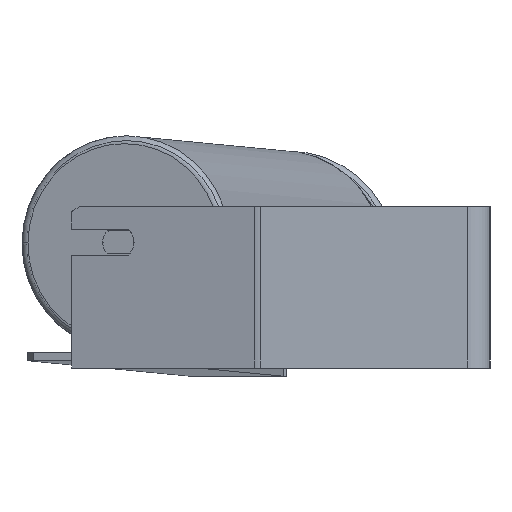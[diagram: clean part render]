
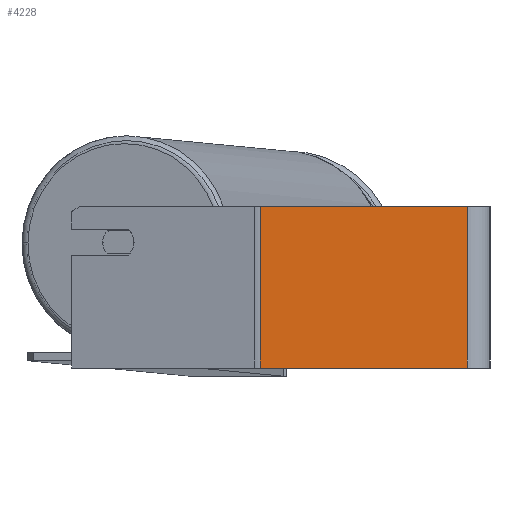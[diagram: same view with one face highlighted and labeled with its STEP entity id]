
A CAD part, left-side view. The second image highlights one B-rep face of the part: STEP entity #4228.
In plain terms, the highlighted planar face has unit normal (-1, 0, 0).
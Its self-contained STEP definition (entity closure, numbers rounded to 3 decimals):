
#521 = VECTOR ( 'NONE', #3435, 1000. ) ;
#540 = VERTEX_POINT ( 'NONE', #3596 ) ;
#749 = CARTESIAN_POINT ( 'NONE',  ( -630., 14., 50. ) ) ;
#1350 = CARTESIAN_POINT ( 'NONE',  ( -630., 144.461, -50. ) ) ;
#1419 = EDGE_CURVE ( 'NONE', #6682, #540, #4765, .T. ) ;
#1507 = CARTESIAN_POINT ( 'NONE',  ( -630., 142.618, 50. ) ) ;
#1566 = AXIS2_PLACEMENT_3D ( 'NONE', #5115, #7194, #4414 ) ;
#1624 = CARTESIAN_POINT ( 'NONE',  ( -630., 142.618, 50. ) ) ;
#1710 = EDGE_CURVE ( 'NONE', #6285, #6682, #3261, .T. ) ;
#1824 = EDGE_LOOP ( 'NONE', ( #2078, #4219, #2685, #4056 ) ) ;
#2078 = ORIENTED_EDGE ( 'NONE', *, *, #2140, .T. ) ;
#2140 = EDGE_CURVE ( 'NONE', #6855, #540, #8308, .T. ) ;
#2307 = PLANE ( 'NONE',  #1566 ) ;
#2570 = VECTOR ( 'NONE', #2691, 1000. ) ;
#2685 = ORIENTED_EDGE ( 'NONE', *, *, #1710, .F. ) ;
#2691 = DIRECTION ( 'NONE',  ( 0., -1., 0. ) ) ;
#3261 = LINE ( 'NONE', #6035, #2570 ) ;
#3435 = DIRECTION ( 'NONE',  ( 0., 0., -1. ) ) ;
#3515 = VECTOR ( 'NONE', #4418, 1000. ) ;
#3596 = CARTESIAN_POINT ( 'NONE',  ( -630., 14., -50. ) ) ;
#4056 = ORIENTED_EDGE ( 'NONE', *, *, #7869, .T. ) ;
#4219 = ORIENTED_EDGE ( 'NONE', *, *, #1419, .F. ) ;
#4228 = ADVANCED_FACE ( 'NONE', ( #6323 ), #2307, .F. ) ;
#4414 = DIRECTION ( 'NONE',  ( 0., 0., -1. ) ) ;
#4418 = DIRECTION ( 'NONE',  ( 0., 0., -1. ) ) ;
#4765 = LINE ( 'NONE', #749, #521 ) ;
#5115 = CARTESIAN_POINT ( 'NONE',  ( -630., 144.461, 50. ) ) ;
#5119 = LINE ( 'NONE', #1624, #3515 ) ;
#5647 = DIRECTION ( 'NONE',  ( 0., -1., 0. ) ) ;
#6035 = CARTESIAN_POINT ( 'NONE',  ( -630., 144.461, 50. ) ) ;
#6285 = VERTEX_POINT ( 'NONE', #1507 ) ;
#6323 = FACE_OUTER_BOUND ( 'NONE', #1824, .T. ) ;
#6639 = CARTESIAN_POINT ( 'NONE',  ( -630., 14., 50. ) ) ;
#6682 = VERTEX_POINT ( 'NONE', #6639 ) ;
#6855 = VERTEX_POINT ( 'NONE', #8075 ) ;
#7194 = DIRECTION ( 'NONE',  ( 1., 0., 0. ) ) ;
#7869 = EDGE_CURVE ( 'NONE', #6285, #6855, #5119, .T. ) ;
#8075 = CARTESIAN_POINT ( 'NONE',  ( -630., 142.618, -50. ) ) ;
#8308 = LINE ( 'NONE', #1350, #8994 ) ;
#8994 = VECTOR ( 'NONE', #5647, 1000. ) ;
